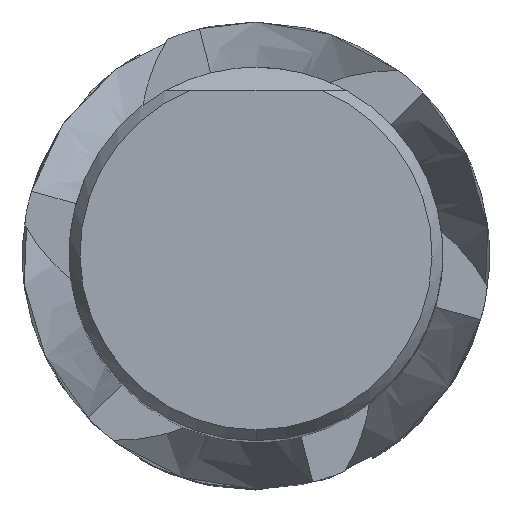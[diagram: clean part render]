
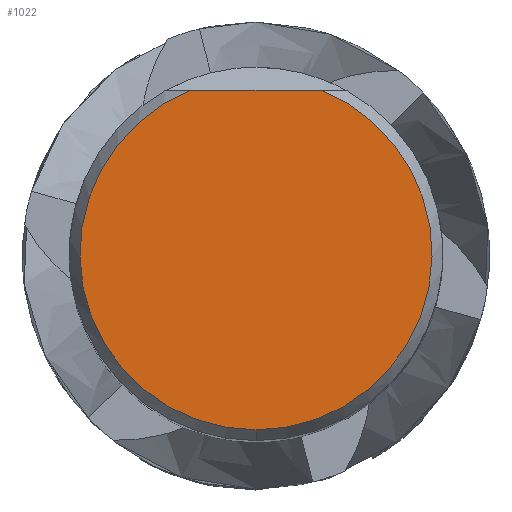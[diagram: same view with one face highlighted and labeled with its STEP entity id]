
A CAD part, top view. The second image highlights one B-rep face of the part: STEP entity #1022.
In plain terms, the highlighted planar face has unit normal (0, 0, 1).
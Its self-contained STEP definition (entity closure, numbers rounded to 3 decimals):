
#896=EDGE_CURVE('',#1572,#1786,#2323,.T.);
#902=EDGE_CURVE('',#1786,#1394,#2329,.T.);
#1022=ADVANCED_FACE('',(#2465),#2466,.T.);
#1394=VERTEX_POINT('',#2864);
#1572=VERTEX_POINT('',#3057);
#1786=VERTEX_POINT('',#3297);
#1834=EDGE_CURVE('',#1572,#1394,#3349,.T.);
#2323=CIRCLE('',#6045,15.076);
#2329=CIRCLE('',#6052,15.076);
#2465=FACE_OUTER_BOUND('',#7296,.T.);
#2466=PLANE('',#7297);
#2864=CARTESIAN_POINT('',(-5.594,14.0,0.0));
#3057=CARTESIAN_POINT('',(5.594,14.0,0.0));
#3297=CARTESIAN_POINT('',(0.,-15.076,0.0));
#3349=LINE('',#12741,#12742);
#6045=AXIS2_PLACEMENT_3D('',#14776,#14777,#14778);
#6052=AXIS2_PLACEMENT_3D('',#14779,#14780,#14781);
#7296=EDGE_LOOP('',(#14961,#14962,#14963));
#7297=AXIS2_PLACEMENT_3D('',#14964,#14965,#14966);
#12741=CARTESIAN_POINT('',(-8.0,14.0,0.0));
#12742=VECTOR('',#15876,1.0);
#14776=CARTESIAN_POINT('',(0.0,0.0,0.0));
#14777=DIRECTION('',(0.0,0.0,-1.0));
#14778=DIRECTION('',(0.0,1.0,0.0));
#14779=CARTESIAN_POINT('',(0.0,0.0,0.0));
#14780=DIRECTION('',(0.0,0.0,-1.0));
#14781=DIRECTION('',(0.0,1.0,0.0));
#14961=ORIENTED_EDGE('',*,*,#1834,.T.);
#14962=ORIENTED_EDGE('',*,*,#902,.F.);
#14963=ORIENTED_EDGE('',*,*,#896,.F.);
#14964=CARTESIAN_POINT('',(0.0,7.538,0.0));
#14965=DIRECTION('',(-0.0,0.0,1.0));
#14966=DIRECTION('',(0.0,-1.0,0.0));
#15876=DIRECTION('',(-1.0,0.0,0.0));
